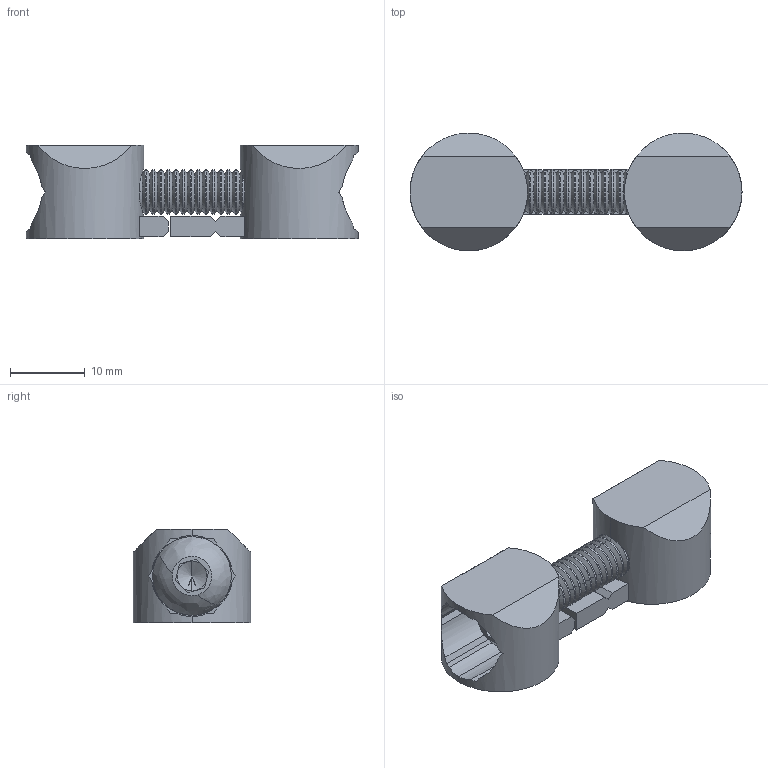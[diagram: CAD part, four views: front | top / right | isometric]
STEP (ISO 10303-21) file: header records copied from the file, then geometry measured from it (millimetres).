
FILE_DESCRIPTION (( 'STEP AP214' ), '1' );
FILE_NAME ('099A0630S03.STEP', '2014-08-28T12:42:44', ( '' ), ( '' ), 'SwSTEP 2.0', 'SolidWorks 2014', '' );
FILE_SCHEMA (( 'AUTOMOTIVE_DESIGN' ));
Length unit declared in the file: millimetre
Products named in the file (1): 099A0630S03
Bounding box: 44.3 x 15.7 x 12.5 mm (x, y, z)
Volume: 4155 mm3; surface area: 4386.4 mm2
Topology: 4 solids, 4 shells, 351 faces, 864 edges, 517 vertices
Faces by surface type: cone 175, cylinder 97, plane 75, bspline 4
Entity records: 14503 total; most frequent: CARTESIAN_POINT 2238, DIRECTION 1863, ORIENTED_EDGE 1720, EDGE_CURVE 860, AXIS2_PLACEMENT_3D 746, VERTEX_POINT 517, CIRCLE 398, LINE 371
